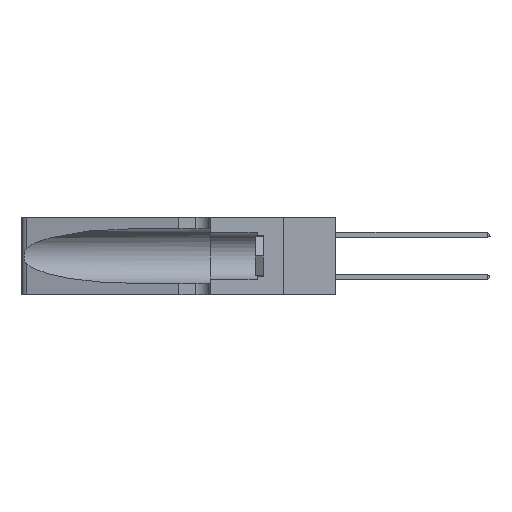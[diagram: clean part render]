
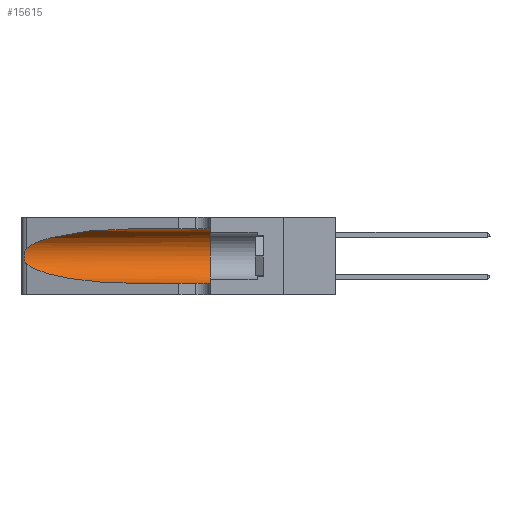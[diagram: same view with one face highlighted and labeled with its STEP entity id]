
A CAD part, left-side view. The second image highlights one B-rep face of the part: STEP entity #15615.
In plain terms, the highlighted cylindrical face has radius 3.308 mm (diameter 6.617 mm), a partial arc.
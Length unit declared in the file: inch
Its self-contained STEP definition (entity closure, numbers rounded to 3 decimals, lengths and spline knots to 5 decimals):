
#1024 = VERTEX_POINT ( 'NONE', #23436 ) ;
#1105 = VERTEX_POINT ( 'NONE', #8959 ) ;
#1686 = CARTESIAN_POINT ( 'NONE',  ( 0.1305, 0.72297, 0.05475 ) ) ;
#2342 = CARTESIAN_POINT ( 'NONE',  ( 0.25487, 1.22718, 0.14631 ) ) ;
#3113 = EDGE_CURVE ( 'NONE', #1024, #18574, #31432, .T. ) ;
#4955 = EDGE_CURVE ( 'NONE', #20046, #37256, #41623, .T. ) ;
#5620 =( BOUNDED_CURVE ( )  B_SPLINE_CURVE ( 3, ( #47328, #21494, #28893, #6713 ),
 .UNSPECIFIED., .F., .F. ) 
 B_SPLINE_CURVE_WITH_KNOTS ( ( 4, 4 ),
 ( 1.5708, 2.84003 ),
 .UNSPECIFIED. ) 
 CURVE ( )  GEOMETRIC_REPRESENTATION_ITEM ( )  RATIONAL_B_SPLINE_CURVE ( ( 1., 0.87, 0.87, 1. ) ) 
 REPRESENTATION_ITEM ( '' )  );
#5923 = CARTESIAN_POINT ( 'NONE',  ( 0.25639, 1.23184, 0.21858 ) ) ;
#6561 = LINE ( 'NONE', #35873, #32591 ) ;
#6650 = CARTESIAN_POINT ( 'NONE',  ( 0.25487, 1.22718, 0.14631 ) ) ;
#6713 = CARTESIAN_POINT ( 'NONE',  ( 0.25487, 1.22718, 0.22369 ) ) ;
#8945 = ORIENTED_EDGE ( 'NONE', *, *, #3113, .T. ) ;
#8959 = CARTESIAN_POINT ( 'NONE',  ( 0.1305, 0.72297, 0.05475 ) ) ;
#9449 = ORIENTED_EDGE ( 'NONE', *, *, #34698, .T. ) ;
#9619 = CARTESIAN_POINT ( 'NONE',  ( 0.25854, 1.2359, 0.20912 ) ) ;
#10679 =( BOUNDED_CURVE ( )  B_SPLINE_CURVE ( 3, ( #45870, #12722, #23906, #1686 ),
 .UNSPECIFIED., .F., .T. ) 
 B_SPLINE_CURVE_WITH_KNOTS ( ( 4, 4 ),
 ( 3.44316, 4.71239 ),
 .UNSPECIFIED. ) 
 CURVE ( )  GEOMETRIC_REPRESENTATION_ITEM ( )  RATIONAL_B_SPLINE_CURVE ( ( 1., 0.87, 0.87, 1. ) ) 
 REPRESENTATION_ITEM ( '' )  );
#12712 = EDGE_CURVE ( 'NONE', #19064, #1024, #5620, .T. ) ;
#12722 = CARTESIAN_POINT ( 'NONE',  ( 0.2373, 1.15595, 0.08982 ) ) ;
#13390 = CARTESIAN_POINT ( 'NONE',  ( 0.26075, 1.23896, 0.19203 ) ) ;
#15615 = ADVANCED_FACE ( 'NONE', ( #22497 ), #21338, .F. ) ;
#16868 = VECTOR ( 'NONE', #34889, 39.37008 ) ;
#17130 = CARTESIAN_POINT ( 'NONE',  ( 0.26017, 1.23833, 0.17102 ) ) ;
#18574 = VERTEX_POINT ( 'NONE', #6650 ) ;
#19064 = VERTEX_POINT ( 'NONE', #27810 ) ;
#19580 = DIRECTION ( 'NONE',  ( 0., 1., 0. ) ) ;
#20046 = VERTEX_POINT ( 'NONE', #21028 ) ;
#20845 = CARTESIAN_POINT ( 'NONE',  ( 0.25789, 1.23486, 0.15765 ) ) ;
#20870 = EDGE_LOOP ( 'NONE', ( #30133, #8945, #9449, #28680, #21361, #37780 ) ) ;
#21028 = CARTESIAN_POINT ( 'NONE',  ( 0.1305, 0.35, 0.31525 ) ) ;
#21097 = DIRECTION ( 'NONE',  ( 0., -1., 0. ) ) ;
#21338 = CYLINDRICAL_SURFACE ( 'NONE', #44852, 0.13025 ) ;
#21361 = ORIENTED_EDGE ( 'NONE', *, *, #4955, .F. ) ;
#21494 = CARTESIAN_POINT ( 'NONE',  ( 0.18966, 0.96281, 0.31525 ) ) ;
#22497 = FACE_OUTER_BOUND ( 'NONE', #20870, .T. ) ;
#23029 = DIRECTION ( 'NONE',  ( 0., 0., -1. ) ) ;
#23436 = CARTESIAN_POINT ( 'NONE',  ( 0.25487, 1.22718, 0.22369 ) ) ;
#23725 = EDGE_CURVE ( 'NONE', #1105, #37256, #26672, .T. ) ;
#23906 = CARTESIAN_POINT ( 'NONE',  ( 0.18966, 0.96281, 0.05475 ) ) ;
#24564 = CARTESIAN_POINT ( 'NONE',  ( 0.25555, 1.22993, 0.14849 ) ) ;
#26672 = LINE ( 'NONE', #27512, #16868 ) ;
#27512 = CARTESIAN_POINT ( 'NONE',  ( 0.1305, 1.61858, 0.05475 ) ) ;
#27810 = CARTESIAN_POINT ( 'NONE',  ( 0.1305, 0.72297, 0.31525 ) ) ;
#28680 = ORIENTED_EDGE ( 'NONE', *, *, #23725, .T. ) ;
#28893 = CARTESIAN_POINT ( 'NONE',  ( 0.2373, 1.15595, 0.28018 ) ) ;
#30133 = ORIENTED_EDGE ( 'NONE', *, *, #12712, .T. ) ;
#31432 = B_SPLINE_CURVE_WITH_KNOTS ( 'NONE', 3,
 ( #46525, #39062, #5923, #31791, #9619, #35468, #13390, #39220, #17130, #42991, #20845, #46682, #24564, #2342 ),
 .UNSPECIFIED., .F., .F.,
 ( 4, 2, 2, 2, 2, 2, 4 ),
 ( 0., 0.00027, 0.00053, 0.00107, 0.0016, 0.00187, 0.00214 ),
 .UNSPECIFIED. ) ;
#31791 = CARTESIAN_POINT ( 'NONE',  ( 0.25787, 1.23484, 0.2124 ) ) ;
#32591 = VECTOR ( 'NONE', #21097, 39.37008 ) ;
#34698 = EDGE_CURVE ( 'NONE', #18574, #1105, #10679, .T. ) ;
#34889 = DIRECTION ( 'NONE',  ( 0., -1., 0. ) ) ;
#35468 = CARTESIAN_POINT ( 'NONE',  ( 0.26018, 1.23835, 0.19895 ) ) ;
#35873 = CARTESIAN_POINT ( 'NONE',  ( 0.1305, 1.61858, 0.31525 ) ) ;
#37256 = VERTEX_POINT ( 'NONE', #42437 ) ;
#37413 = EDGE_CURVE ( 'NONE', #19064, #20046, #6561, .T. ) ;
#37780 = ORIENTED_EDGE ( 'NONE', *, *, #37413, .F. ) ;
#37842 = CARTESIAN_POINT ( 'NONE',  ( 0.1305, 1.61858, 0.185 ) ) ;
#38606 = AXIS2_PLACEMENT_3D ( 'NONE', #41706, #19580, #45433 ) ;
#39062 = CARTESIAN_POINT ( 'NONE',  ( 0.25555, 1.22994, 0.2215 ) ) ;
#39220 = CARTESIAN_POINT ( 'NONE',  ( 0.26075, 1.23896, 0.178 ) ) ;
#41598 = DIRECTION ( 'NONE',  ( 0., -1., 0. ) ) ;
#41623 = CIRCLE ( 'NONE', #38606, 0.13025 ) ;
#41706 = CARTESIAN_POINT ( 'NONE',  ( 0.1305, 0.35, 0.185 ) ) ;
#42437 = CARTESIAN_POINT ( 'NONE',  ( 0.1305, 0.35, 0.05475 ) ) ;
#42991 = CARTESIAN_POINT ( 'NONE',  ( 0.25856, 1.23593, 0.16098 ) ) ;
#44852 = AXIS2_PLACEMENT_3D ( 'NONE', #37842, #41598, #23029 ) ;
#45433 = DIRECTION ( 'NONE',  ( 0., 0., 1. ) ) ;
#45870 = CARTESIAN_POINT ( 'NONE',  ( 0.25487, 1.22718, 0.14631 ) ) ;
#46525 = CARTESIAN_POINT ( 'NONE',  ( 0.25487, 1.22718, 0.22369 ) ) ;
#46682 = CARTESIAN_POINT ( 'NONE',  ( 0.25639, 1.23186, 0.15144 ) ) ;
#47328 = CARTESIAN_POINT ( 'NONE',  ( 0.1305, 0.72297, 0.31525 ) ) ;
